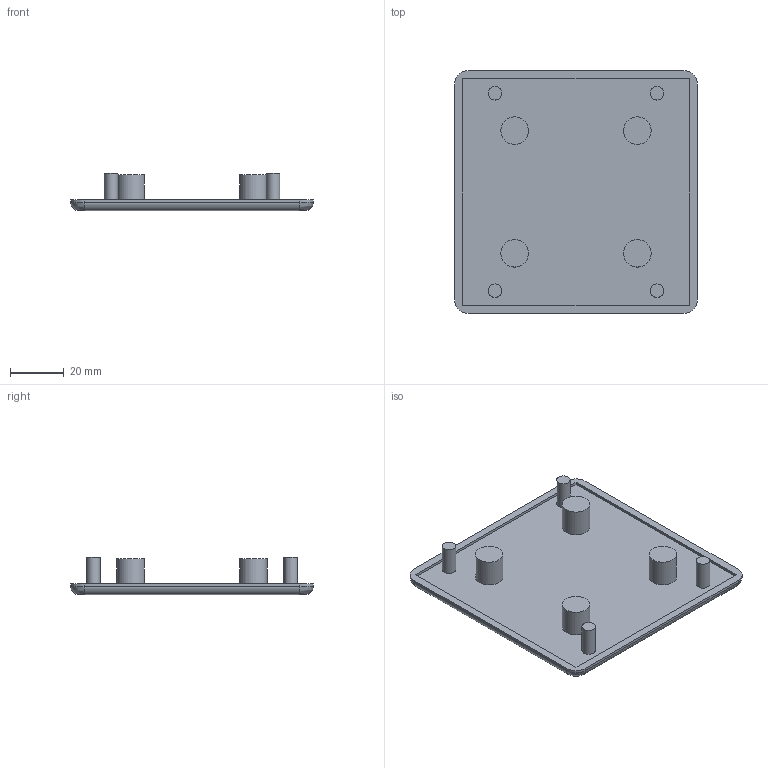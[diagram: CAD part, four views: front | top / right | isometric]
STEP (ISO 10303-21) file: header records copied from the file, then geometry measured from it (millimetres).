
FILE_DESCRIPTION(('STEP AP203'),'1');
FILE_NAME('BASE10B1174.stp','2023-10-13T14:45:32',(' '),(' '),'Spatial InterOp 3D',' ',' ');
FILE_SCHEMA(('CONFIG_CONTROL_DESIGN'));
Length unit declared in the file: millimetre
Products named in the file (1): Embout 10 90x90 noir
Bounding box: 90 x 90 x 13.8 mm (x, y, z)
Volume: 28802.4 mm3; surface area: 19441.1 mm2
Topology: 1 solids, 1 shells, 39 faces, 76 edges, 48 vertices
Faces by surface type: plane 19, cylinder 16, bspline 4
Full cylindrical faces by diameter (mm): 5 x4, 10.2 x4
Entity records: 1176 total; most frequent: CARTESIAN_POINT 216, DIRECTION 176, ORIENTED_EDGE 136, AXIS2_PLACEMENT_3D 72, EDGE_CURVE 68, EDGE_LOOP 56, VERTEX_POINT 48, FACE_OUTER_BOUND 47
